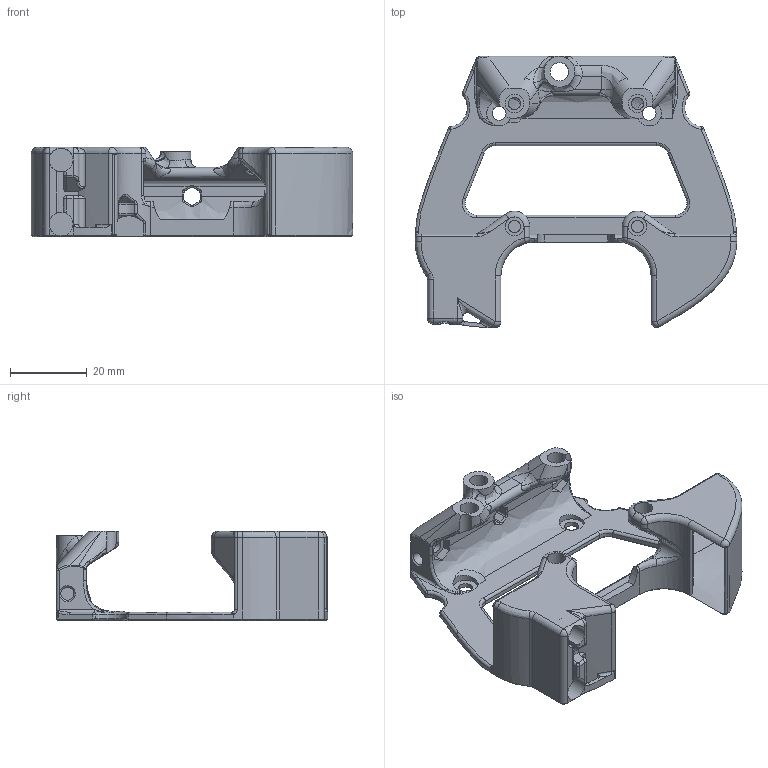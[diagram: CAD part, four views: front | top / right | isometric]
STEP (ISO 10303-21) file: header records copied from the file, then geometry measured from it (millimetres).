
FILE_DESCRIPTION(/* description */ ('STEP AP242','CAx-IF Rec.Pracs.---Representation and Presentation of Product Manufacturing Information (PMI)---4.0---2014-10-13','CAx-IF Rec.Pracs.---3D Tessellated Geometry---0.4---2014-09-14','2;1'),/* implementation_level */ '2;1');
FILE_NAME(/* name */ '632fb06ea55438151acca786',/* time_stamp */ '2022-09-25T01:35:43+00:00',/* author */ (''),/* organization */ (''),/* preprocessor_version */ 'ST-DEVELOPER v18.102',/* originating_system */ ' ',/* authorisation */ ' ');
FILE_SCHEMA (('AP242_MANAGED_MODEL_BASED_3D_ENGINEERING_MIM_LF { 1 0 10303 442 1 1 4 }'));
Length unit declared in the file: metre
Products named in the file (1): Stiffy
Bounding box: 83.5 x 70.48 x 23.2 mm (x, y, z)
Volume: 21695.6 mm3; surface area: 17207.7 mm2
Topology: 1 solids, 1 shells, 573 faces, 1470 edges, 865 vertices
Faces by surface type: plane 173, cylinder 172, bspline 134, cone 41, torus 32, sphere 21
Full cylindrical faces by diameter (mm): 3.2 x2, 3.4 x6, 3.6 x2, 4.8 x4, 6.2 x2, 6.5 x2
Entity records: 23003 total; most frequent: CARTESIAN_POINT 10373, ORIENTED_EDGE 2788, DIRECTION 2390, EDGE_CURVE 1394, AXIS2_PLACEMENT_3D 923, VERTEX_POINT 849, EDGE_LOOP 631, FACE_BOUND 631
